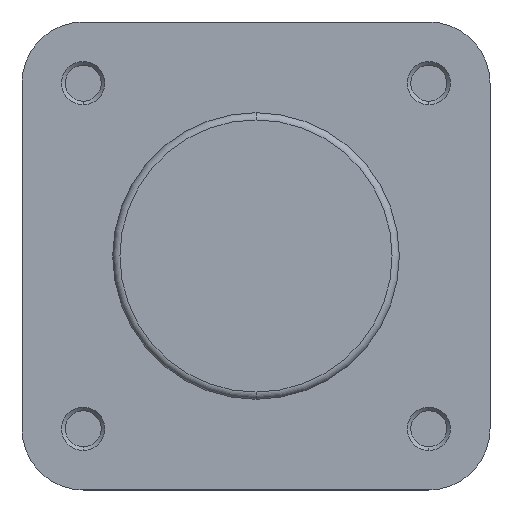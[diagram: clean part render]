
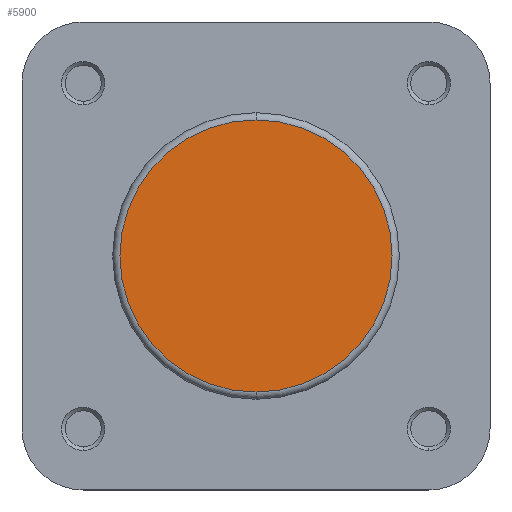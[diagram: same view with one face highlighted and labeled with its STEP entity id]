
A CAD part, left-side view. The second image highlights one B-rep face of the part: STEP entity #5900.
In plain terms, the highlighted planar face has unit normal (-1, 0, 0).
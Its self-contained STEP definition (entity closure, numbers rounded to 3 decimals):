
#180 = EDGE_CURVE ( 'NONE', #3655, #3664, #1433, .T. ) ;
#241 = EDGE_CURVE ( 'NONE', #3664, #3655, #1521, .T. ) ;
#394 = AXIS2_PLACEMENT_3D ( 'NONE', #4269, #4279, #4280 ) ;
#425 = AXIS2_PLACEMENT_3D ( 'NONE', #4427, #4434, #4435 ) ;
#708 = AXIS2_PLACEMENT_3D ( 'NONE', #2859, #2868, #2869 ) ;
#900 = ORIENTED_EDGE ( 'NONE', *, *, #241, .T. ) ;
#901 = ORIENTED_EDGE ( 'NONE', *, *, #180, .T. ) ;
#1433 = CIRCLE ( 'NONE', #394, 18.9 ) ;
#1521 = CIRCLE ( 'NONE', #425, 18.9 ) ;
#2852 = PLANE ( 'NONE',  #708 ) ;
#2859 = CARTESIAN_POINT ( 'NONE',  ( 21., 19.9, 0. ) ) ;
#2868 = DIRECTION ( 'NONE',  ( 1., 0., 0. ) ) ;
#2869 = DIRECTION ( 'NONE',  ( 0., 0., -1. ) ) ;
#3469 = FACE_OUTER_BOUND ( 'NONE', #5155, .T. ) ;
#3655 = VERTEX_POINT ( 'NONE', #4676 ) ;
#3664 = VERTEX_POINT ( 'NONE', #4685 ) ;
#4269 = CARTESIAN_POINT ( 'NONE',  ( 21., 0., 0. ) ) ;
#4279 = DIRECTION ( 'NONE',  ( -1., 0., 0. ) ) ;
#4280 = DIRECTION ( 'NONE',  ( 0., 0., -1. ) ) ;
#4427 = CARTESIAN_POINT ( 'NONE',  ( 21., 0., 0. ) ) ;
#4434 = DIRECTION ( 'NONE',  ( -1., 0., 0. ) ) ;
#4435 = DIRECTION ( 'NONE',  ( 0., 0., -1. ) ) ;
#4676 = CARTESIAN_POINT ( 'NONE',  ( 21., 0., -18.9 ) ) ;
#4685 = CARTESIAN_POINT ( 'NONE',  ( 21., 0., 18.9 ) ) ;
#5155 = EDGE_LOOP ( 'NONE', ( #901, #900 ) ) ;
#5900 = ADVANCED_FACE ( 'NONE', ( #3469 ), #2852, .F. ) ;
